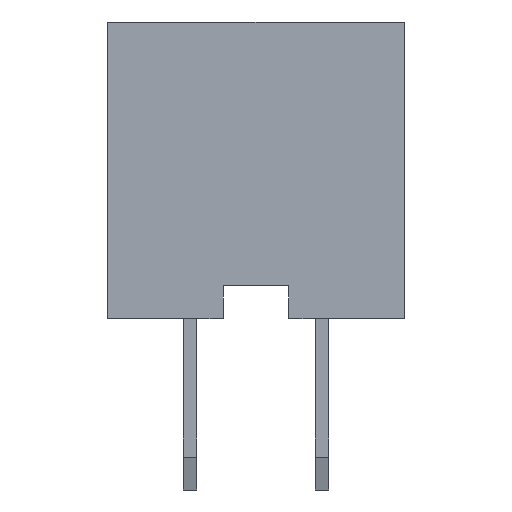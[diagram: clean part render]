
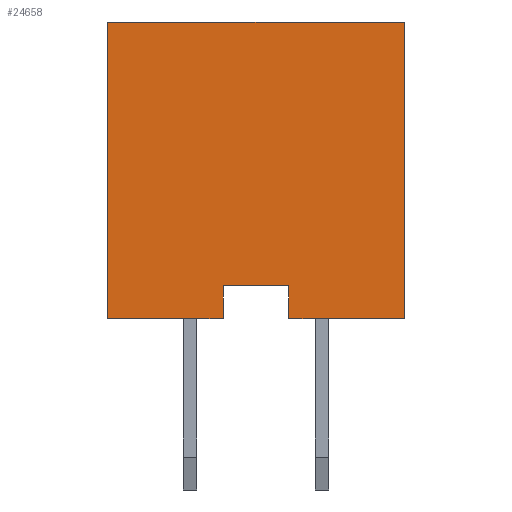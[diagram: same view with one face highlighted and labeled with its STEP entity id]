
A CAD part, left-side view. The second image highlights one B-rep face of the part: STEP entity #24658.
In plain terms, the highlighted planar face has unit normal (-1, 0, 0).
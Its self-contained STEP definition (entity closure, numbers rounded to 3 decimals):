
#271 = DIRECTION ( 'NONE',  ( 0., 1., 0. ) ) ;
#313 = VERTEX_POINT ( 'NONE', #11574 ) ;
#487 = ORIENTED_EDGE ( 'NONE', *, *, #14334, .F. ) ;
#1156 = DIRECTION ( 'NONE',  ( 0., 0., -1. ) ) ;
#1848 = VECTOR ( 'NONE', #1156, 1000. ) ;
#2498 = LINE ( 'NONE', #7922, #18257 ) ;
#2809 = VERTEX_POINT ( 'NONE', #12763 ) ;
#2931 = CARTESIAN_POINT ( 'NONE',  ( -1., 2.25, 4.5 ) ) ;
#3380 = ORIENTED_EDGE ( 'NONE', *, *, #16958, .F. ) ;
#3469 = CARTESIAN_POINT ( 'NONE',  ( -1., -2.25, 4.5 ) ) ;
#3506 = ORIENTED_EDGE ( 'NONE', *, *, #12406, .F. ) ;
#3586 = VERTEX_POINT ( 'NONE', #2931 ) ;
#3954 = LINE ( 'NONE', #17415, #21754 ) ;
#4458 = EDGE_LOOP ( 'NONE', ( #21854, #3506, #6566, #487, #7586, #3380, #17975, #22587 ) ) ;
#4587 = DIRECTION ( 'NONE',  ( 0., -1., 0. ) ) ;
#4678 = DIRECTION ( 'NONE',  ( 0., -1., 0. ) ) ;
#5169 = CARTESIAN_POINT ( 'NONE',  ( -1., -0.5, 0.5 ) ) ;
#6072 = AXIS2_PLACEMENT_3D ( 'NONE', #21669, #8320, #271 ) ;
#6345 = EDGE_CURVE ( 'NONE', #22490, #7636, #2498, .T. ) ;
#6566 = ORIENTED_EDGE ( 'NONE', *, *, #6345, .F. ) ;
#6729 = CARTESIAN_POINT ( 'NONE',  ( -1., -2.25, 0. ) ) ;
#7051 = VECTOR ( 'NONE', #9623, 1000. ) ;
#7586 = ORIENTED_EDGE ( 'NONE', *, *, #20169, .T. ) ;
#7636 = VERTEX_POINT ( 'NONE', #21179 ) ;
#7922 = CARTESIAN_POINT ( 'NONE',  ( -1., 0.5, 0.5 ) ) ;
#8000 = VERTEX_POINT ( 'NONE', #10347 ) ;
#8320 = DIRECTION ( 'NONE',  ( 1., 0., 0. ) ) ;
#9623 = DIRECTION ( 'NONE',  ( 0., 0., -1. ) ) ;
#9760 = DIRECTION ( 'NONE',  ( 0., 0., -1. ) ) ;
#9832 = DIRECTION ( 'NONE',  ( 0., 1., 0. ) ) ;
#10217 = VECTOR ( 'NONE', #4678, 1000. ) ;
#10347 = CARTESIAN_POINT ( 'NONE',  ( -1., 0.5, 0. ) ) ;
#10625 = EDGE_CURVE ( 'NONE', #16495, #8000, #24230, .T. ) ;
#10742 = LINE ( 'NONE', #19922, #1848 ) ;
#11395 = DIRECTION ( 'NONE',  ( 0., -1., 0. ) ) ;
#11574 = CARTESIAN_POINT ( 'NONE',  ( -1., -2.25, 4.5 ) ) ;
#12406 = EDGE_CURVE ( 'NONE', #7636, #8000, #19313, .T. ) ;
#12763 = CARTESIAN_POINT ( 'NONE',  ( -1., -2.25, 0. ) ) ;
#12867 = DIRECTION ( 'NONE',  ( 0., 0., 1. ) ) ;
#14334 = EDGE_CURVE ( 'NONE', #20211, #22490, #22433, .T. ) ;
#15625 = PLANE ( 'NONE',  #6072 ) ;
#16495 = VERTEX_POINT ( 'NONE', #19849 ) ;
#16958 = EDGE_CURVE ( 'NONE', #313, #2809, #20820, .T. ) ;
#17032 = VECTOR ( 'NONE', #4587, 1000. ) ;
#17216 = EDGE_CURVE ( 'NONE', #3586, #16495, #10742, .T. ) ;
#17415 = CARTESIAN_POINT ( 'NONE',  ( -1., -2.25, 4.5 ) ) ;
#17975 = ORIENTED_EDGE ( 'NONE', *, *, #24262, .F. ) ;
#18257 = VECTOR ( 'NONE', #9832, 1000. ) ;
#18678 = VECTOR ( 'NONE', #12867, 1000. ) ;
#18982 = CARTESIAN_POINT ( 'NONE',  ( -1., -0.5, 0.5 ) ) ;
#19313 = LINE ( 'NONE', #23233, #19711 ) ;
#19711 = VECTOR ( 'NONE', #9760, 1000. ) ;
#19849 = CARTESIAN_POINT ( 'NONE',  ( -1., 2.25, 0. ) ) ;
#19922 = CARTESIAN_POINT ( 'NONE',  ( -1., 2.25, 4.5 ) ) ;
#20033 = CARTESIAN_POINT ( 'NONE',  ( -1., -2.25, 0. ) ) ;
#20169 = EDGE_CURVE ( 'NONE', #20211, #2809, #21425, .T. ) ;
#20211 = VERTEX_POINT ( 'NONE', #20280 ) ;
#20280 = CARTESIAN_POINT ( 'NONE',  ( -1., -0.5, 0. ) ) ;
#20820 = LINE ( 'NONE', #3469, #7051 ) ;
#21179 = CARTESIAN_POINT ( 'NONE',  ( -1., 0.5, 0.5 ) ) ;
#21425 = LINE ( 'NONE', #20033, #10217 ) ;
#21669 = CARTESIAN_POINT ( 'NONE',  ( -1., -2.25, 4.5 ) ) ;
#21754 = VECTOR ( 'NONE', #11395, 1000. ) ;
#21854 = ORIENTED_EDGE ( 'NONE', *, *, #10625, .T. ) ;
#22433 = LINE ( 'NONE', #5169, #18678 ) ;
#22490 = VERTEX_POINT ( 'NONE', #18982 ) ;
#22587 = ORIENTED_EDGE ( 'NONE', *, *, #17216, .T. ) ;
#23233 = CARTESIAN_POINT ( 'NONE',  ( -1., 0.5, 0.5 ) ) ;
#23432 = FACE_OUTER_BOUND ( 'NONE', #4458, .T. ) ;
#24230 = LINE ( 'NONE', #6729, #17032 ) ;
#24262 = EDGE_CURVE ( 'NONE', #3586, #313, #3954, .T. ) ;
#24658 = ADVANCED_FACE ( 'NONE', ( #23432 ), #15625, .F. ) ;
